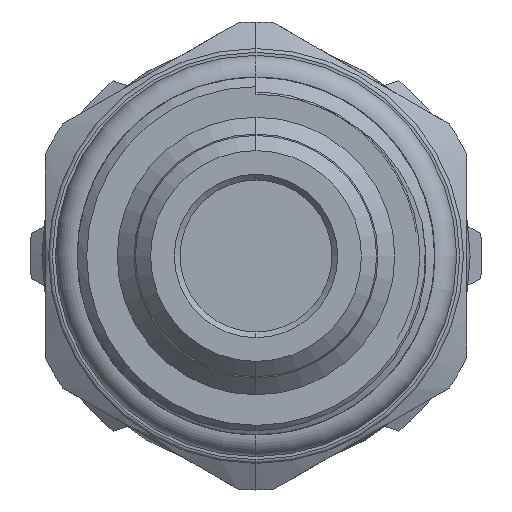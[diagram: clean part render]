
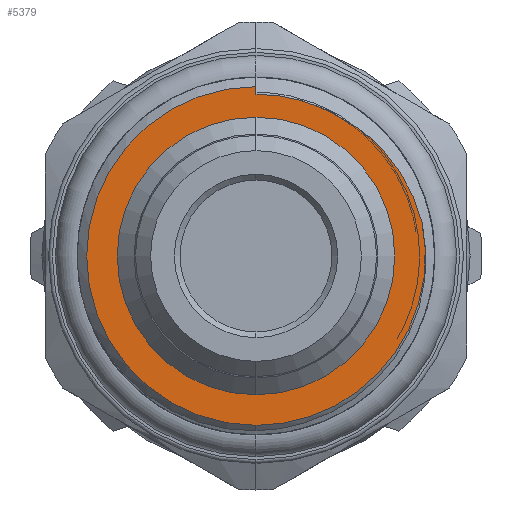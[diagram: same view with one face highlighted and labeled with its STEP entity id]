
A CAD part, left-side view. The second image highlights one B-rep face of the part: STEP entity #5379.
In plain terms, the highlighted planar face has unit normal (-1, 0, 0).
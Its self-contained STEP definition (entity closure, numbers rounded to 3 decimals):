
#121 = EDGE_CURVE ( 'NONE', #873, #2478, #1943, .T. ) ;
#167 = CARTESIAN_POINT ( 'NONE',  ( 0., 0., 0. ) ) ;
#177 = B_SPLINE_CURVE_WITH_KNOTS ( 'NONE', 3,
 ( #589, #1278, #1827, #6633, #3012, #1254, #2562, #3238, #798, #6794, #6216, #1981 ),
 .UNSPECIFIED., .F., .F.,
 ( 4, 2, 2, 2, 2, 4 ),
 ( 0.013, 0.015, 0.016, 0.016, 0.018, 0.019 ),
 .UNSPECIFIED. ) ;
#232 = CARTESIAN_POINT ( 'NONE',  ( 0., -4.145, 0. ) ) ;
#589 = CARTESIAN_POINT ( 'NONE',  ( 0., -8.748, 1.742 ) ) ;
#630 = ORIENTED_EDGE ( 'NONE', *, *, #121, .T. ) ;
#798 = CARTESIAN_POINT ( 'NONE',  ( 0., -6.926, 5.333 ) ) ;
#835 = CARTESIAN_POINT ( 'NONE',  ( 0., 0., 7.31 ) ) ;
#837 = EDGE_LOOP ( 'NONE', ( #5862, #1296, #3008, #630, #2773 ) ) ;
#873 = VERTEX_POINT ( 'NONE', #7051 ) ;
#1057 = AXIS2_PLACEMENT_3D ( 'NONE', #6349, #3318, #7582 ) ;
#1222 = B_SPLINE_CURVE_WITH_KNOTS ( 'NONE', 3,
 ( #1603, #2930, #4101, #7653, #4722, #5850, #7047, #7076, #3442, #3487 ),
 .UNSPECIFIED., .F., .F.,
 ( 4, 2, 2, 2, 4 ),
 ( 0., 0.001, 0.003, 0.004, 0.006 ),
 .UNSPECIFIED. ) ;
#1254 = CARTESIAN_POINT ( 'NONE',  ( 0., -7.792, 4.089 ) ) ;
#1278 = CARTESIAN_POINT ( 'NONE',  ( 0., -8.625, 2.233 ) ) ;
#1279 = DIRECTION ( 'NONE',  ( 0., 0., -1. ) ) ;
#1296 = ORIENTED_EDGE ( 'NONE', *, *, #5021, .T. ) ;
#1332 = CIRCLE ( 'NONE', #7669, 7.31 ) ;
#1398 = AXIS2_PLACEMENT_3D ( 'NONE', #7326, #5098, #3325 ) ;
#1603 = CARTESIAN_POINT ( 'NONE',  ( 0., -5.414, 6.711 ) ) ;
#1827 = CARTESIAN_POINT ( 'NONE',  ( 0., -8.46, 2.712 ) ) ;
#1943 = CIRCLE ( 'NONE', #1057, 8.92 ) ;
#1981 = CARTESIAN_POINT ( 'NONE',  ( 0., -5.414, 6.711 ) ) ;
#2120 = VERTEX_POINT ( 'NONE', #5419 ) ;
#2158 = CARTESIAN_POINT ( 'NONE',  ( 0., 0., 8.522 ) ) ;
#2478 = VERTEX_POINT ( 'NONE', #7694 ) ;
#2562 = CARTESIAN_POINT ( 'NONE',  ( 0., -7.661, 4.306 ) ) ;
#2773 = ORIENTED_EDGE ( 'NONE', *, *, #2996, .T. ) ;
#2930 = CARTESIAN_POINT ( 'NONE',  ( 0., -5.021, 6.995 ) ) ;
#2970 = LINE ( 'NONE', #167, #5788 ) ;
#2996 = EDGE_CURVE ( 'NONE', #2478, #4602, #177, .T. ) ;
#3008 = ORIENTED_EDGE ( 'NONE', *, *, #4583, .T. ) ;
#3012 = CARTESIAN_POINT ( 'NONE',  ( 0., -8.036, 3.644 ) ) ;
#3034 = FACE_OUTER_BOUND ( 'NONE', #837, .T. ) ;
#3139 = DIRECTION ( 'NONE',  ( 0., 0., 1. ) ) ;
#3184 = CARTESIAN_POINT ( 'NONE',  ( 0., 0., 0. ) ) ;
#3238 = CARTESIAN_POINT ( 'NONE',  ( 0., -7.242, 4.938 ) ) ;
#3282 = PLANE ( 'NONE',  #5280 ) ;
#3318 = DIRECTION ( 'NONE',  ( -1., 0., 0. ) ) ;
#3325 = DIRECTION ( 'NONE',  ( 0., 0., -1. ) ) ;
#3442 = CARTESIAN_POINT ( 'NONE',  ( 0., -0.485, 8.522 ) ) ;
#3487 = CARTESIAN_POINT ( 'NONE',  ( 0., 0., 8.522 ) ) ;
#3539 = DIRECTION ( 'NONE',  ( 0., 0., -1. ) ) ;
#4087 = CIRCLE ( 'NONE', #7650, 7.31 ) ;
#4101 = CARTESIAN_POINT ( 'NONE',  ( 0., -4.611, 7.253 ) ) ;
#4130 = VERTEX_POINT ( 'NONE', #6463 ) ;
#4430 = EDGE_CURVE ( 'NONE', #6613, #4130, #1332, .T. ) ;
#4583 = EDGE_CURVE ( 'NONE', #2120, #873, #5231, .T. ) ;
#4602 = VERTEX_POINT ( 'NONE', #7298 ) ;
#4677 = FACE_BOUND ( 'NONE', #6279, .T. ) ;
#4722 = CARTESIAN_POINT ( 'NONE',  ( 0., -3.309, 7.896 ) ) ;
#5021 = EDGE_CURVE ( 'NONE', #7781, #2120, #2970, .T. ) ;
#5098 = DIRECTION ( 'NONE',  ( -1., 0., 0. ) ) ;
#5231 = CIRCLE ( 'NONE', #1398, 8.92 ) ;
#5280 = AXIS2_PLACEMENT_3D ( 'NONE', #232, #7486, #6811 ) ;
#5379 = ADVANCED_FACE ( 'NONE', ( #4677, #3034 ), #3282, .F. ) ;
#5419 = CARTESIAN_POINT ( 'NONE',  ( 0., 0., 8.92 ) ) ;
#5684 = ORIENTED_EDGE ( 'NONE', *, *, #4430, .F. ) ;
#5788 = VECTOR ( 'NONE', #3139, 1000. ) ;
#5850 = CARTESIAN_POINT ( 'NONE',  ( 0., -2.394, 8.205 ) ) ;
#5862 = ORIENTED_EDGE ( 'NONE', *, *, #7530, .T. ) ;
#5903 = DIRECTION ( 'NONE',  ( -1., 0., 0. ) ) ;
#5998 = ORIENTED_EDGE ( 'NONE', *, *, #7641, .F. ) ;
#6216 = CARTESIAN_POINT ( 'NONE',  ( 0., -5.83, 6.41 ) ) ;
#6279 = EDGE_LOOP ( 'NONE', ( #5998, #5684 ) ) ;
#6349 = CARTESIAN_POINT ( 'NONE',  ( 0., 0., 0. ) ) ;
#6463 = CARTESIAN_POINT ( 'NONE',  ( 0., 0., -7.31 ) ) ;
#6564 = CARTESIAN_POINT ( 'NONE',  ( 0., 0., 0. ) ) ;
#6613 = VERTEX_POINT ( 'NONE', #835 ) ;
#6633 = CARTESIAN_POINT ( 'NONE',  ( 0., -8.15, 3.414 ) ) ;
#6744 = DIRECTION ( 'NONE',  ( -1., 0., 0. ) ) ;
#6794 = CARTESIAN_POINT ( 'NONE',  ( 0., -6.217, 6.072 ) ) ;
#6811 = DIRECTION ( 'NONE',  ( 0., 0., -1. ) ) ;
#7047 = CARTESIAN_POINT ( 'NONE',  ( 0., -1.922, 8.324 ) ) ;
#7051 = CARTESIAN_POINT ( 'NONE',  ( 0., 0., -8.92 ) ) ;
#7076 = CARTESIAN_POINT ( 'NONE',  ( 0., -0.966, 8.482 ) ) ;
#7298 = CARTESIAN_POINT ( 'NONE',  ( 0., -5.414, 6.711 ) ) ;
#7326 = CARTESIAN_POINT ( 'NONE',  ( 0., 0., 0. ) ) ;
#7486 = DIRECTION ( 'NONE',  ( 1., 0., 0. ) ) ;
#7530 = EDGE_CURVE ( 'NONE', #4602, #7781, #1222, .T. ) ;
#7582 = DIRECTION ( 'NONE',  ( 0., 0., -1. ) ) ;
#7641 = EDGE_CURVE ( 'NONE', #4130, #6613, #4087, .T. ) ;
#7650 = AXIS2_PLACEMENT_3D ( 'NONE', #6564, #5903, #3539 ) ;
#7653 = CARTESIAN_POINT ( 'NONE',  ( 0., -3.756, 7.703 ) ) ;
#7669 = AXIS2_PLACEMENT_3D ( 'NONE', #3184, #6744, #1279 ) ;
#7694 = CARTESIAN_POINT ( 'NONE',  ( 0., -8.748, 1.742 ) ) ;
#7781 = VERTEX_POINT ( 'NONE', #2158 ) ;
